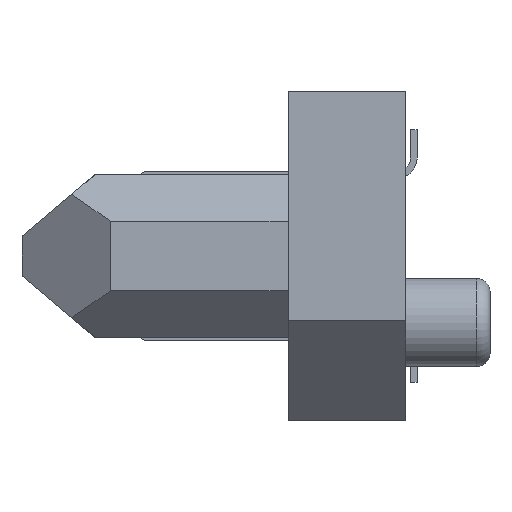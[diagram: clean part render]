
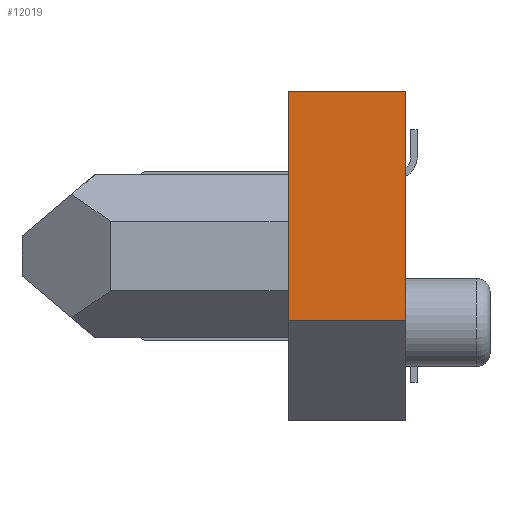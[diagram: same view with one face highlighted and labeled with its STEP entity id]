
A CAD part, left-side view. The second image highlights one B-rep face of the part: STEP entity #12019.
In plain terms, the highlighted planar face has unit normal (-1, 0, 0).
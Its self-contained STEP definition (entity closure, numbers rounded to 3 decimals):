
#1055=ORIENTED_EDGE('',*,*,#3884,.T.);
#1056=ORIENTED_EDGE('',*,*,#4250,.F.);
#1057=ORIENTED_EDGE('',*,*,#4073,.F.);
#1058=ORIENTED_EDGE('',*,*,#4451,.T.);
#3884=EDGE_CURVE('',#5679,#5678,#6871,.T.);
#4073=EDGE_CURVE('',#5867,#5868,#7055,.T.);
#4250=EDGE_CURVE('',#5868,#5678,#7232,.T.);
#4451=EDGE_CURVE('',#5867,#5679,#7389,.T.);
#5678=VERTEX_POINT('',#16570);
#5679=VERTEX_POINT('',#16572);
#5867=VERTEX_POINT('',#16949);
#5868=VERTEX_POINT('',#16951);
#6871=LINE('',#16571,#8522);
#7055=LINE('',#16950,#8706);
#7232=LINE('',#17260,#8883);
#7389=LINE('',#17647,#9040);
#8522=VECTOR('',#13359,1000.);
#8706=VECTOR('',#13555,1000.);
#8883=VECTOR('',#13820,1000.);
#9040=VECTOR('',#14205,1000.);
#10248=EDGE_LOOP('',(#1055,#1056,#1057,#1058));
#10865=FACE_BOUND('',#10248,.T.);
#11457=PLANE('',#12718);
#12019=ADVANCED_FACE('',(#10865),#11457,.F.);
#12718=AXIS2_PLACEMENT_3D('',#17648,#14206,#14207);
#13359=DIRECTION('',(0.,0.,1.));
#13555=DIRECTION('',(0.,0.,1.));
#13820=DIRECTION('',(0.,-1.,0.));
#14205=DIRECTION('',(0.,-1.,0.));
#14206=DIRECTION('',(1.,0.,0.));
#14207=DIRECTION('',(0.,0.,-1.));
#16570=CARTESIAN_POINT('',(-5.9,0.,2.475));
#16571=CARTESIAN_POINT('',(-5.9,0.,-0.975));
#16572=CARTESIAN_POINT('',(-5.9,0.,-0.975));
#16949=CARTESIAN_POINT('',(-5.9,1.765,-0.975));
#16950=CARTESIAN_POINT('',(-5.9,1.765,-0.975));
#16951=CARTESIAN_POINT('',(-5.9,1.765,2.475));
#17260=CARTESIAN_POINT('',(-5.9,1.765,2.475));
#17647=CARTESIAN_POINT('',(-5.9,1.765,-0.975));
#17648=CARTESIAN_POINT('',(-5.9,1.765,-0.975));
